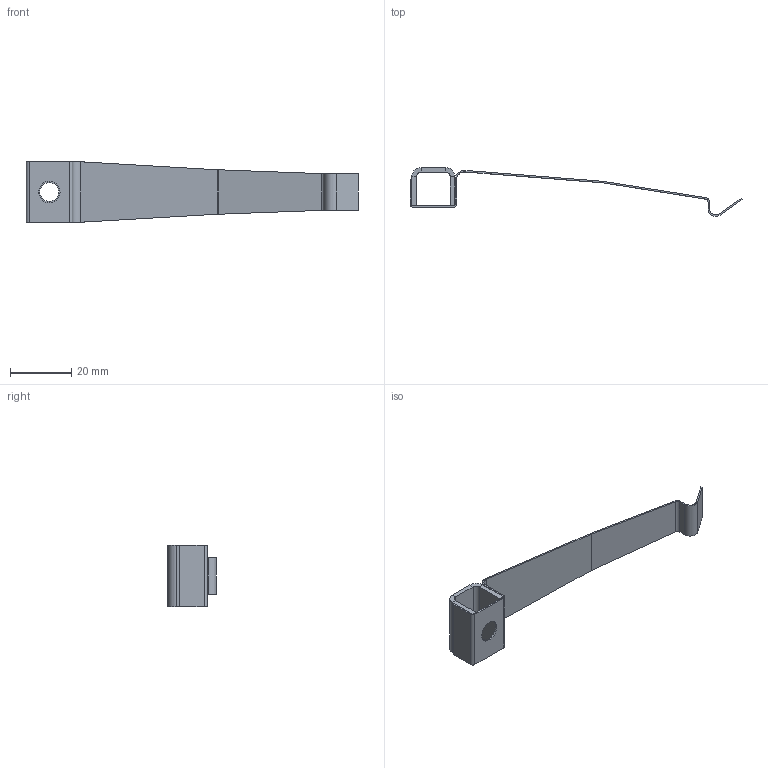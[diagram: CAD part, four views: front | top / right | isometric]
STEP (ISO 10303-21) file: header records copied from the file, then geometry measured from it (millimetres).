
FILE_DESCRIPTION (( 'STEP AP214' ), '1' );
FILE_NAME ('2204020_KSTP1.stp', '2018-08-28T07:27:19', ( '' ), ( '' ), 'SwSTEP 2.0', 'SolidWorks 2016', '' );
FILE_SCHEMA (( 'AUTOMOTIVE_DESIGN' ));
Length unit declared in the file: millimetre
Products named in the file (3): BB035-01-02_Standard; 111506_Standard; 2204020_KSTP1
Assembly tree (2 placements, depth 2):
  2204020_KSTP1
    111506_Standard
    BB035-01-02_Standard
Bounding box: 108.28 x 15.94 x 20 mm (x, y, z)
Volume: 2027.5 mm3; surface area: 5871.9 mm2
Topology: 2 solids, 2 shells, 80 faces, 164 edges, 88 vertices
Faces by surface type: plane 56, cylinder 20, bspline 4
Entity records: 2238 total; most frequent: CARTESIAN_POINT 477, DIRECTION 350, ORIENTED_EDGE 328, EDGE_CURVE 164, VECTOR 124, LINE 124, AXIS2_PLACEMENT_3D 113, VERTEX_POINT 88
